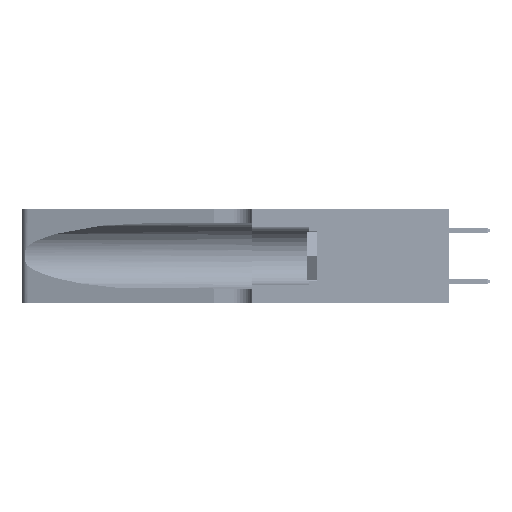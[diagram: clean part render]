
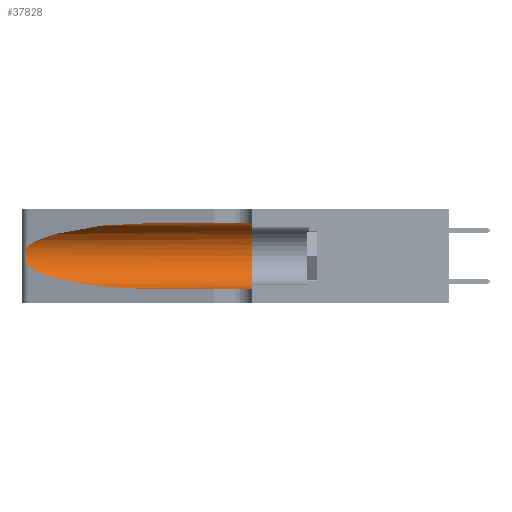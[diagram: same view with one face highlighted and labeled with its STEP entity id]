
A CAD part, left-side view. The second image highlights one B-rep face of the part: STEP entity #37828.
In plain terms, the highlighted cylindrical face has radius 3.308 mm (diameter 6.617 mm), a partial arc.
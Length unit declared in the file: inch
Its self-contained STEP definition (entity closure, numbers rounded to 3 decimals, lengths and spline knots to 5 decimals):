
#637 = CARTESIAN_POINT ( 'NONE',  ( 0.25639, 1.23184, 0.21858 ) ) ;
#737 = CARTESIAN_POINT ( 'NONE',  ( 0.25487, 1.22718, 0.14631 ) ) ;
#1029 = ORIENTED_EDGE ( 'NONE', *, *, #8415, .F. ) ;
#1843 = CARTESIAN_POINT ( 'NONE',  ( 0.25487, 1.22718, 0.14631 ) ) ;
#2384 = LINE ( 'NONE', #18477, #40789 ) ;
#2570 = CARTESIAN_POINT ( 'NONE',  ( 0.1305, 0.35, 0.05475 ) ) ;
#2948 = VECTOR ( 'NONE', #26961, 39.37008 ) ;
#3722 = CYLINDRICAL_SURFACE ( 'NONE', #4951, 0.13025 ) ;
#4117 = CARTESIAN_POINT ( 'NONE',  ( 0.18966, 0.96281, 0.31525 ) ) ;
#4951 = AXIS2_PLACEMENT_3D ( 'NONE', #19364, #38307, #13228 ) ;
#5263 = CARTESIAN_POINT ( 'NONE',  ( 0.25854, 1.2359, 0.20912 ) ) ;
#5781 = CARTESIAN_POINT ( 'NONE',  ( 0.18966, 0.96281, 0.05475 ) ) ;
#6770 = CARTESIAN_POINT ( 'NONE',  ( 0.1305, 0.35, 0.185 ) ) ;
#8046 = CARTESIAN_POINT ( 'NONE',  ( 0.2373, 1.15595, 0.28018 ) ) ;
#8415 = EDGE_CURVE ( 'NONE', #18558, #28492, #2384, .T. ) ;
#8563 = EDGE_CURVE ( 'NONE', #30480, #37636, #33608, .T. ) ;
#9183 = CARTESIAN_POINT ( 'NONE',  ( 0.26075, 1.23896, 0.19203 ) ) ;
#10666 = DIRECTION ( 'NONE',  ( 0., 0., 1. ) ) ;
#11503 = CARTESIAN_POINT ( 'NONE',  ( 0.1305, 1.61858, 0.05475 ) ) ;
#13084 = CARTESIAN_POINT ( 'NONE',  ( 0.26017, 1.23833, 0.17102 ) ) ;
#13223 = CIRCLE ( 'NONE', #43826, 0.13025 ) ;
#13228 = DIRECTION ( 'NONE',  ( 0., 0., -1. ) ) ;
#14237 = ORIENTED_EDGE ( 'NONE', *, *, #26833, .T. ) ;
#14268 = CARTESIAN_POINT ( 'NONE',  ( 0.1305, 0.72297, 0.31525 ) ) ;
#16606 = EDGE_CURVE ( 'NONE', #28492, #37636, #13223, .T. ) ;
#16978 = CARTESIAN_POINT ( 'NONE',  ( 0.25789, 1.23486, 0.15765 ) ) ;
#18477 = CARTESIAN_POINT ( 'NONE',  ( 0.1305, 1.61858, 0.31525 ) ) ;
#18558 = VERTEX_POINT ( 'NONE', #14268 ) ;
#19283 = B_SPLINE_CURVE_WITH_KNOTS ( 'NONE', 3,
 ( #46567, #23833, #637, #27639, #5263, #32107, #9183, #35934, #13084, #39788, #16978, #43607, #20838, #47399 ),
 .UNSPECIFIED., .F., .F.,
 ( 4, 2, 2, 2, 2, 2, 4 ),
 ( 0., 0.00027, 0.00053, 0.00107, 0.0016, 0.00187, 0.00214 ),
 .UNSPECIFIED. ) ;
#19364 = CARTESIAN_POINT ( 'NONE',  ( 0.1305, 1.61858, 0.185 ) ) ;
#19367 = EDGE_LOOP ( 'NONE', ( #39022, #14237, #46196, #47102, #21335, #1029 ) ) ;
#20838 = CARTESIAN_POINT ( 'NONE',  ( 0.25555, 1.22993, 0.14849 ) ) ;
#21335 = ORIENTED_EDGE ( 'NONE', *, *, #16606, .F. ) ;
#23833 = CARTESIAN_POINT ( 'NONE',  ( 0.25555, 1.22994, 0.2215 ) ) ;
#24282 = FACE_OUTER_BOUND ( 'NONE', #19367, .T. ) ;
#24596 = EDGE_CURVE ( 'NONE', #18558, #43222, #28121, .T. ) ;
#24990 = CARTESIAN_POINT ( 'NONE',  ( 0.2373, 1.15595, 0.08982 ) ) ;
#26833 = EDGE_CURVE ( 'NONE', #43222, #30349, #19283, .T. ) ;
#26961 = DIRECTION ( 'NONE',  ( 0., -1., 0. ) ) ;
#27223 = CARTESIAN_POINT ( 'NONE',  ( 0.1305, 0.72297, 0.31525 ) ) ;
#27639 = CARTESIAN_POINT ( 'NONE',  ( 0.25787, 1.23484, 0.2124 ) ) ;
#28121 =( BOUNDED_CURVE ( )  B_SPLINE_CURVE ( 3, ( #27223, #4117, #8046, #34839 ),
 .UNSPECIFIED., .F., .F. ) 
 B_SPLINE_CURVE_WITH_KNOTS ( ( 4, 4 ),
 ( 1.5708, 2.84003 ),
 .UNSPECIFIED. ) 
 CURVE ( )  GEOMETRIC_REPRESENTATION_ITEM ( )  RATIONAL_B_SPLINE_CURVE ( ( 1., 0.87, 0.87, 1. ) ) 
 REPRESENTATION_ITEM ( '' )  );
#28492 = VERTEX_POINT ( 'NONE', #33630 ) ;
#29216 = CARTESIAN_POINT ( 'NONE',  ( 0.25487, 1.22718, 0.22369 ) ) ;
#30349 = VERTEX_POINT ( 'NONE', #737 ) ;
#30480 = VERTEX_POINT ( 'NONE', #47474 ) ;
#32107 = CARTESIAN_POINT ( 'NONE',  ( 0.26018, 1.23835, 0.19895 ) ) ;
#32603 = CARTESIAN_POINT ( 'NONE',  ( 0.1305, 0.72297, 0.05475 ) ) ;
#33284 =( BOUNDED_CURVE ( )  B_SPLINE_CURVE ( 3, ( #1843, #24990, #5781, #32603 ),
 .UNSPECIFIED., .F., .T. ) 
 B_SPLINE_CURVE_WITH_KNOTS ( ( 4, 4 ),
 ( 3.44316, 4.71239 ),
 .UNSPECIFIED. ) 
 CURVE ( )  GEOMETRIC_REPRESENTATION_ITEM ( )  RATIONAL_B_SPLINE_CURVE ( ( 1., 0.87, 0.87, 1. ) ) 
 REPRESENTATION_ITEM ( '' )  );
#33589 = DIRECTION ( 'NONE',  ( 0., 1., 0. ) ) ;
#33608 = LINE ( 'NONE', #11503, #2948 ) ;
#33630 = CARTESIAN_POINT ( 'NONE',  ( 0.1305, 0.35, 0.31525 ) ) ;
#34839 = CARTESIAN_POINT ( 'NONE',  ( 0.25487, 1.22718, 0.22369 ) ) ;
#35934 = CARTESIAN_POINT ( 'NONE',  ( 0.26075, 1.23896, 0.178 ) ) ;
#36297 = EDGE_CURVE ( 'NONE', #30349, #30480, #33284, .T. ) ;
#37636 = VERTEX_POINT ( 'NONE', #2570 ) ;
#37828 = ADVANCED_FACE ( 'NONE', ( #24282 ), #3722, .F. ) ;
#38307 = DIRECTION ( 'NONE',  ( 0., -1., 0. ) ) ;
#39022 = ORIENTED_EDGE ( 'NONE', *, *, #24596, .T. ) ;
#39788 = CARTESIAN_POINT ( 'NONE',  ( 0.25856, 1.23593, 0.16098 ) ) ;
#40789 = VECTOR ( 'NONE', #41271, 39.37008 ) ;
#41271 = DIRECTION ( 'NONE',  ( 0., -1., 0. ) ) ;
#43222 = VERTEX_POINT ( 'NONE', #29216 ) ;
#43607 = CARTESIAN_POINT ( 'NONE',  ( 0.25639, 1.23186, 0.15144 ) ) ;
#43826 = AXIS2_PLACEMENT_3D ( 'NONE', #6770, #33589, #10666 ) ;
#46196 = ORIENTED_EDGE ( 'NONE', *, *, #36297, .T. ) ;
#46567 = CARTESIAN_POINT ( 'NONE',  ( 0.25487, 1.22718, 0.22369 ) ) ;
#47102 = ORIENTED_EDGE ( 'NONE', *, *, #8563, .T. ) ;
#47399 = CARTESIAN_POINT ( 'NONE',  ( 0.25487, 1.22718, 0.14631 ) ) ;
#47474 = CARTESIAN_POINT ( 'NONE',  ( 0.1305, 0.72297, 0.05475 ) ) ;
